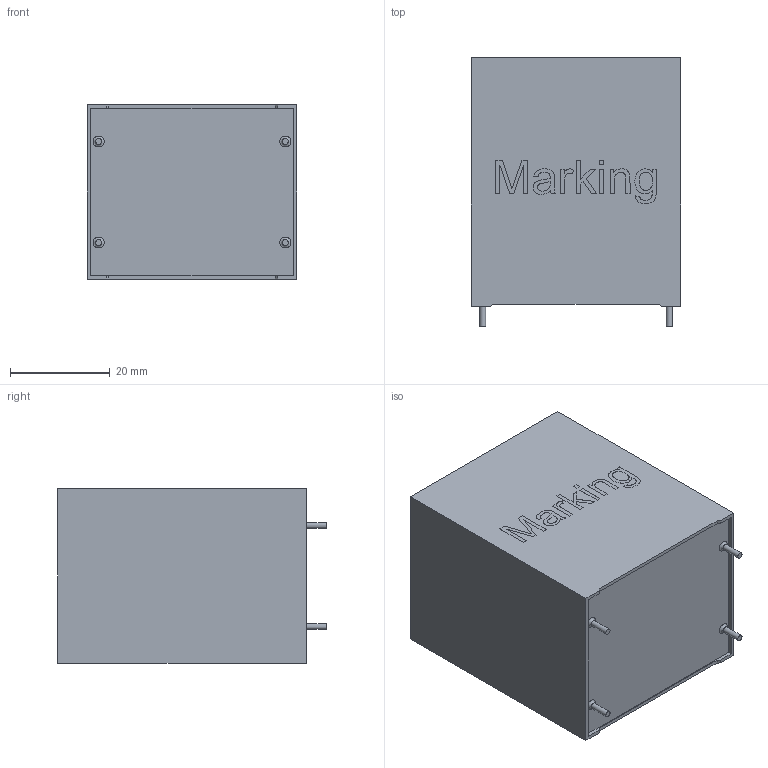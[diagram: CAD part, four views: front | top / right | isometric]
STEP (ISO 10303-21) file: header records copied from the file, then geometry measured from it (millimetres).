
FILE_DESCRIPTION(/* description */ ('Unknown'),/* implementation_level */ '2;1');
FILE_NAME(/* name */ '37,5x42x35x50',/* time_stamp */ '2022-07-29T10:17:19+02:00',/* author */ ('Unknown'),/* organization */ ('Unknown'),/* preprocessor_version */ 'ST-DEVELOPER v16.7',/* originating_system */ 'Solid Edge',/* authorisation */ 'Unknown');
FILE_SCHEMA (('AUTOMOTIVE_DESIGN {1 0 10303 214 3 1 1}'));
Length unit declared in the file: millimetre
Products named in the file (3): 37,5x42x35x50; Body; Shield
Assembly tree (2 placements, depth 2):
  37,5x42x35x50
    Body
    Shield
Bounding box: 42 x 54 x 35 mm (x, y, z)
Volume: 73497.9 mm3; surface area: 27799.3 mm2
Topology: 2 solids, 2 shells, 108 faces, 270 edges, 180 vertices
Faces by surface type: plane 84, bspline 16, cylinder 4, torus 4
Full cylindrical faces by diameter (mm): 1.2 x4
Entity records: 4813 total; most frequent: CARTESIAN_POINT 1656, ORIENTED_EDGE 514, DIRECTION 381, EDGE_CURVE 257, VERTEX_POINT 176, LINE 167, VECTOR 167, EDGE_LOOP 131
